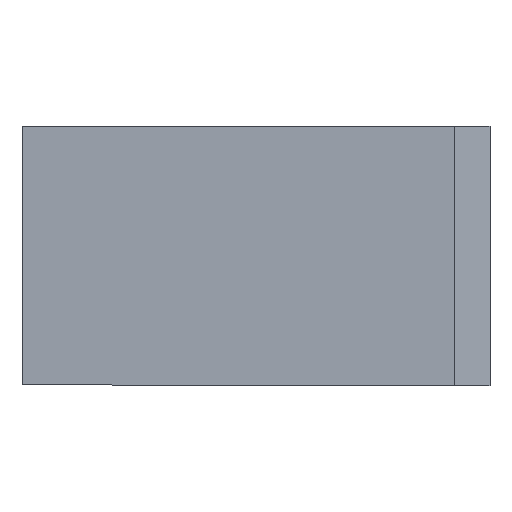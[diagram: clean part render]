
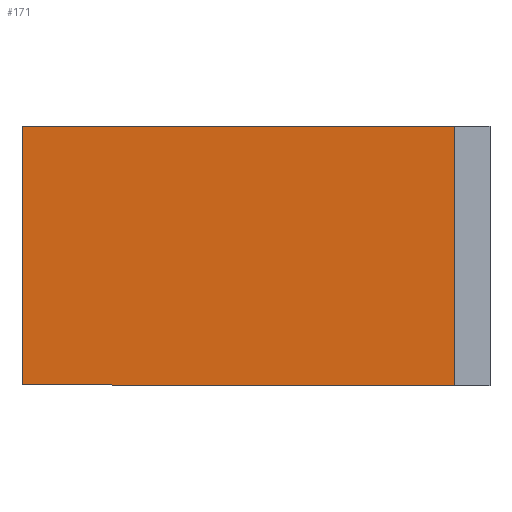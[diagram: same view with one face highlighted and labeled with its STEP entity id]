
A CAD part, front view. The second image highlights one B-rep face of the part: STEP entity #171.
In plain terms, the highlighted face is a extrusion surface.
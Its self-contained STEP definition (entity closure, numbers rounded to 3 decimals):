
#40=CARTESIAN_POINT('Vertex',(519.741,-1.621,0.812)) ;
#46=CARTESIAN_POINT('Control Point',(384.732,2.938,1.186)) ;
#47=CARTESIAN_POINT('Control Point',(411.683,2.043,1.112)) ;
#48=CARTESIAN_POINT('Control Point',(438.736,1.129,1.038)) ;
#49=CARTESIAN_POINT('Control Point',(465.729,0.213,0.962)) ;
#50=CARTESIAN_POINT('Control Point',(492.735,-0.704,0.887)) ;
#51=CARTESIAN_POINT('Control Point',(519.741,-1.621,0.812)) ;
#52=CARTESIAN_POINT('Vertex',(384.732,2.938,1.186)) ;
#96=CARTESIAN_POINT('Vertex',(519.741,-1.621,82.)) ;
#120=CARTESIAN_POINT('Vertex',(384.732,2.938,82.)) ;
#124=CARTESIAN_POINT('Control Point',(519.741,-1.621,82.)) ;
#125=CARTESIAN_POINT('Control Point',(498.612,-0.904,82.)) ;
#126=CARTESIAN_POINT('Control Point',(477.484,-0.186,82.)) ;
#127=CARTESIAN_POINT('Control Point',(456.355,0.531,82.)) ;
#128=CARTESIAN_POINT('Control Point',(429.345,1.446,82.)) ;
#129=CARTESIAN_POINT('Control Point',(402.334,2.351,82.)) ;
#130=CARTESIAN_POINT('Control Point',(396.458,2.548,82.)) ;
#131=CARTESIAN_POINT('Control Point',(390.59,2.744,82.)) ;
#132=CARTESIAN_POINT('Control Point',(384.732,2.938,82.)) ;
#143=CARTESIAN_POINT('Control Point',(519.741,-1.621,0.)) ;
#144=CARTESIAN_POINT('Control Point',(498.612,-0.904,0.)) ;
#145=CARTESIAN_POINT('Control Point',(477.484,-0.186,0.)) ;
#146=CARTESIAN_POINT('Control Point',(456.355,0.531,0.)) ;
#147=CARTESIAN_POINT('Control Point',(429.345,1.446,0.)) ;
#148=CARTESIAN_POINT('Control Point',(402.334,2.351,0.)) ;
#149=CARTESIAN_POINT('Control Point',(396.458,2.548,0.)) ;
#150=CARTESIAN_POINT('Control Point',(390.59,2.744,0.)) ;
#151=CARTESIAN_POINT('Control Point',(384.732,2.938,0.)) ;
#155=CARTESIAN_POINT('Line Origine',(519.741,-1.621,41.)) ;
#160=CARTESIAN_POINT('Line Origine',(384.732,2.938,41.)) ;
#153=VECTOR('Extrusion Surface Vector',#152,1.) ;
#157=VECTOR('Line Direction',#156,1.) ;
#162=VECTOR('Line Direction',#161,1.) ;
#152=DIRECTION('Vector Direction',(0.,0.,1.)) ;
#156=DIRECTION('Vector Direction',(0.,0.,1.)) ;
#161=DIRECTION('Vector Direction',(0.,0.,1.)) ;
#158=LINE('Line',#155,#157) ;
#163=LINE('Line',#160,#162) ;
#54=EDGE_CURVE('',#53,#41,#45,.T.) ;
#133=EDGE_CURVE('',#97,#121,#123,.T.) ;
#159=EDGE_CURVE('',#41,#97,#158,.T.) ;
#164=EDGE_CURVE('',#53,#121,#163,.T.) ;
#166=ORIENTED_EDGE('',*,*,#54,.T.) ;
#167=ORIENTED_EDGE('',*,*,#159,.T.) ;
#168=ORIENTED_EDGE('',*,*,#133,.T.) ;
#169=ORIENTED_EDGE('',*,*,#164,.F.) ;
#165=EDGE_LOOP('',(#166,#167,#168,#169)) ;
#41=VERTEX_POINT('',#40) ;
#53=VERTEX_POINT('',#52) ;
#97=VERTEX_POINT('',#96) ;
#121=VERTEX_POINT('',#120) ;
#171=ADVANCED_FACE('PartBody',(#170),#154,.F.) ;
#45=B_SPLINE_CURVE_WITH_KNOTS('',5,(#46,#47,#48,#49,#50,#51),.UNSPECIFIED.,.F.,.U.,(6,6),(0.,191.072),.UNSPECIFIED.) ;
#123=B_SPLINE_CURVE_WITH_KNOTS('',5,(#124,#125,#126,#127,#128,#129,#130,#131,#132),.UNSPECIFIED.,.F.,.U.,(6,3,6),(0.,105.669,135.086),.UNSPECIFIED.) ;
#142=B_SPLINE_CURVE_WITH_KNOTS('',5,(#143,#144,#145,#146,#147,#148,#149,#150,#151),.UNSPECIFIED.,.F.,.U.,(6,3,6),(0.,105.669,135.086),.UNSPECIFIED.) ;
#170=FACE_OUTER_BOUND('',#165,.T.) ;
#154=SURFACE_OF_LINEAR_EXTRUSION('generated tabulated cylinder',#142,#153) ;
